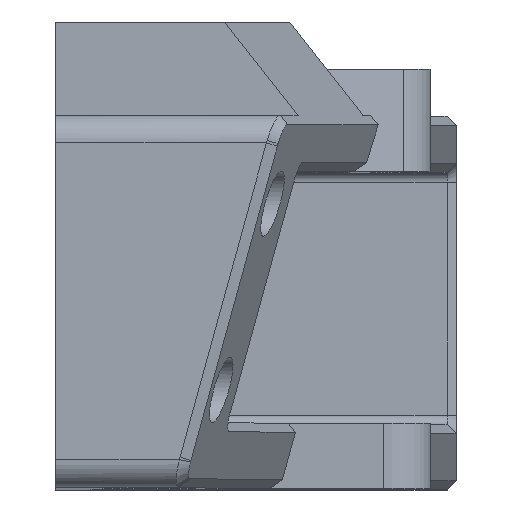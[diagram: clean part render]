
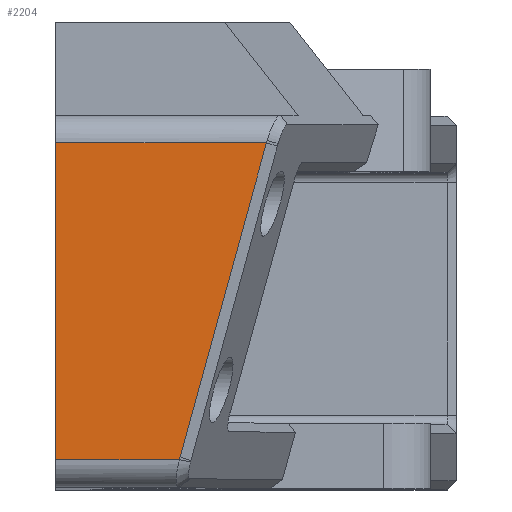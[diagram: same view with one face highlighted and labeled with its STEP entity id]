
A CAD part, top view. The second image highlights one B-rep face of the part: STEP entity #2204.
In plain terms, the highlighted planar face has unit normal (0, 0, 1).
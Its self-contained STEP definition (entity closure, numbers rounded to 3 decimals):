
#139=B_SPLINE_CURVE_WITH_KNOTS('',3,(#3872,#3873,#3874,#3875),
 .UNSPECIFIED.,.F.,.F.,(4,4),(-0.867,-0.785),
 .UNSPECIFIED.);
#315=FACE_OUTER_BOUND('',#464,.T.);
#464=EDGE_LOOP('',(#1930,#1931,#1932,#1933,#1934));
#632=LINE('',#3667,#829);
#650=LINE('',#3739,#847);
#671=LINE('',#3810,#868);
#675=LINE('',#3893,#872);
#829=VECTOR('',#2801,10.);
#847=VECTOR('',#2845,10.);
#868=VECTOR('',#2938,10.);
#872=VECTOR('',#2944,10.);
#1065=VERTEX_POINT('',#3664);
#1066=VERTEX_POINT('',#3666);
#1082=VERTEX_POINT('',#3738);
#1092=VERTEX_POINT('',#3809);
#1093=VERTEX_POINT('',#3849);
#1318=EDGE_CURVE('',#1066,#1065,#632,.T.);
#1344=EDGE_CURVE('',#1066,#1082,#650,.T.);
#1377=EDGE_CURVE('',#1082,#1092,#671,.T.);
#1382=EDGE_CURVE('',#1092,#1093,#139,.T.);
#1383=EDGE_CURVE('',#1093,#1065,#675,.T.);
#1930=ORIENTED_EDGE('',*,*,#1377,.F.);
#1931=ORIENTED_EDGE('',*,*,#1344,.F.);
#1932=ORIENTED_EDGE('',*,*,#1318,.T.);
#1933=ORIENTED_EDGE('',*,*,#1383,.F.);
#1934=ORIENTED_EDGE('',*,*,#1382,.F.);
#2105=PLANE('',#2411);
#2204=ADVANCED_FACE('',(#315),#2105,.T.);
#2411=AXIS2_PLACEMENT_3D('',#3894,#2945,#2946);
#2801=DIRECTION('',(0.,-1.,0.));
#2845=DIRECTION('',(1.,0.,0.));
#2938=DIRECTION('',(-0.265,-0.964,0.));
#2944=DIRECTION('',(-1.,0.,0.));
#2945=DIRECTION('center_axis',(0.,0.,1.));
#2946=DIRECTION('ref_axis',(1.,0.,0.));
#3664=CARTESIAN_POINT('',(10.,-15.976,-1092.024));
#3666=CARTESIAN_POINT('',(10.,18.024,-1092.024));
#3667=CARTESIAN_POINT('',(10.,-19.976,-1092.024));
#3738=CARTESIAN_POINT('',(32.624,18.024,-1092.024));
#3739=CARTESIAN_POINT('',(26.25,18.024,-1092.024));
#3809=CARTESIAN_POINT('',(23.342,-15.711,-1092.024));
#3810=CARTESIAN_POINT('',(29.835,7.888,-1092.024));
#3849=CARTESIAN_POINT('',(23.272,-15.976,-1092.024));
#3872=CARTESIAN_POINT('Ctrl Pts',(23.342,-15.711,-1092.024));
#3873=CARTESIAN_POINT('Ctrl Pts',(23.318,-15.799,-1092.024));
#3874=CARTESIAN_POINT('Ctrl Pts',(23.295,-15.887,-1092.024));
#3875=CARTESIAN_POINT('Ctrl Pts',(23.272,-15.976,-1092.024));
#3893=CARTESIAN_POINT('',(21.25,-15.976,-1092.024));
#3894=CARTESIAN_POINT('Origin',(22.5,1.024,-1092.024));
